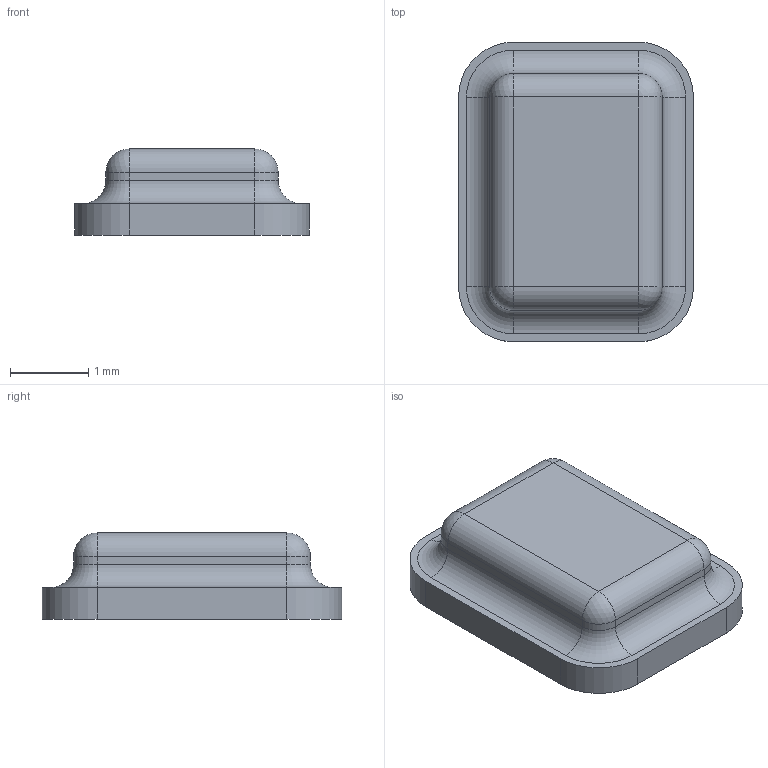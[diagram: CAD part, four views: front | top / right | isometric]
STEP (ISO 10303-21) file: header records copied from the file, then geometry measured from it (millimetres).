
FILE_DESCRIPTION(/* description */ (''),/* implementation_level */ '2;1');
FILE_NAME(/* name */ 'Pdm mic.step',/* time_stamp */ '2023-01-26T17:55:18+08:00',/* author */ (''),/* organization */ (''),/* preprocessor_version */ 'ST-DEVELOPER v19.2',/* originating_system */ 'Autodesk Translation Framework v11.17.0.187',/* authorisation */ '');
FILE_SCHEMA (('AUTOMOTIVE_DESIGN { 1 0 10303 214 3 1 1 }'));
Length unit declared in the file: millimetre
Products named in the file (1): (Unsaved)
Bounding box: 3 x 3.83 x 1.1 mm (x, y, z)
Volume: 9 mm3; surface area: 31.5 mm2
Topology: 1 solids, 1 shells, 35 faces, 76 edges, 44 vertices
Faces by surface type: cylinder 16, plane 11, sphere 4, torus 4
Entity records: 979 total; most frequent: DIRECTION 184, CARTESIAN_POINT 156, ORIENTED_EDGE 152, EDGE_CURVE 76, AXIS2_PLACEMENT_3D 72, VERTEX_POINT 44, LINE 40, VECTOR 40
